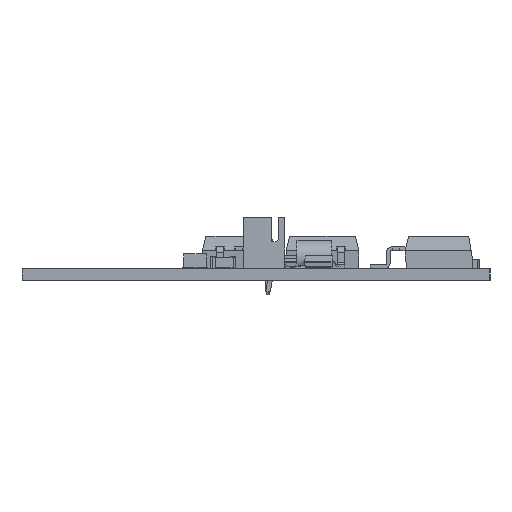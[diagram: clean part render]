
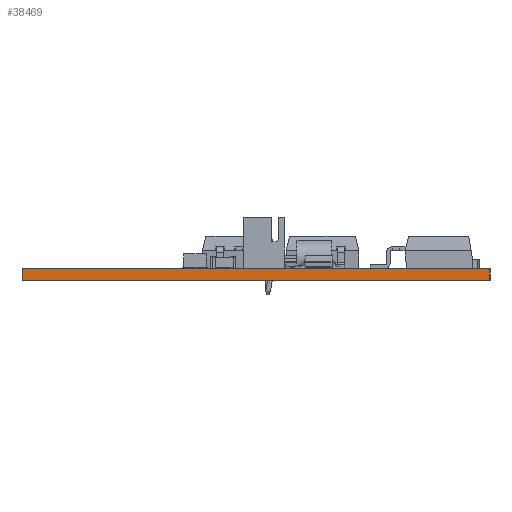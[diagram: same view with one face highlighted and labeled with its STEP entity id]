
A CAD part, left-side view. The second image highlights one B-rep face of the part: STEP entity #38469.
In plain terms, the highlighted planar face has unit normal (-1, 0, 0).
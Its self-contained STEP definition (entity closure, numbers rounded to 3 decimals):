
#38288 = PLANE('',#38289);
#38289 = AXIS2_PLACEMENT_3D('',#38290,#38291,#38292);
#38290 = CARTESIAN_POINT('',(114.5,-96.5,0.));
#38291 = DIRECTION('',(0.,-1.,0.));
#38292 = DIRECTION('',(-1.,0.,0.));
#38313 = VERTEX_POINT('',#38314);
#38314 = CARTESIAN_POINT('',(-14.,-96.5,1.6));
#38328 = PLANE('',#38329);
#38329 = AXIS2_PLACEMENT_3D('',#38330,#38331,#38332);
#38330 = CARTESIAN_POINT('',(52.714,-64.278,1.6));
#38331 = DIRECTION('',(0.,0.,-1.));
#38332 = DIRECTION('',(-1.,0.,0.));
#38340 = EDGE_CURVE('',#38341,#38313,#38343,.T.);
#38341 = VERTEX_POINT('',#38342);
#38342 = CARTESIAN_POINT('',(-14.,-96.5,0.));
#38343 = SURFACE_CURVE('',#38344,(#38348,#38355),.PCURVE_S1.);
#38344 = LINE('',#38345,#38346);
#38345 = CARTESIAN_POINT('',(-14.,-96.5,0.));
#38346 = VECTOR('',#38347,1.);
#38347 = DIRECTION('',(0.,0.,1.));
#38348 = PCURVE('',#38288,#38349);
#38349 = DEFINITIONAL_REPRESENTATION('',(#38350),#38354);
#38350 = LINE('',#38351,#38352);
#38351 = CARTESIAN_POINT('',(128.5,0.));
#38352 = VECTOR('',#38353,1.);
#38353 = DIRECTION('',(0.,-1.));
#38354 = ( GEOMETRIC_REPRESENTATION_CONTEXT(2) 
PARAMETRIC_REPRESENTATION_CONTEXT() REPRESENTATION_CONTEXT('2D SPACE',''
  ) );
#38355 = PCURVE('',#38356,#38361);
#38356 = PLANE('',#38357);
#38357 = AXIS2_PLACEMENT_3D('',#38358,#38359,#38360);
#38358 = CARTESIAN_POINT('',(-14.,-96.5,0.));
#38359 = DIRECTION('',(-1.,0.,0.));
#38360 = DIRECTION('',(0.,1.,0.));
#38361 = DEFINITIONAL_REPRESENTATION('',(#38362),#38366);
#38362 = LINE('',#38363,#38364);
#38363 = CARTESIAN_POINT('',(0.,0.));
#38364 = VECTOR('',#38365,1.);
#38365 = DIRECTION('',(0.,-1.));
#38366 = ( GEOMETRIC_REPRESENTATION_CONTEXT(2) 
PARAMETRIC_REPRESENTATION_CONTEXT() REPRESENTATION_CONTEXT('2D SPACE',''
  ) );
#38382 = PLANE('',#38383);
#38383 = AXIS2_PLACEMENT_3D('',#38384,#38385,#38386);
#38384 = CARTESIAN_POINT('',(52.714,-64.278,0.));
#38385 = DIRECTION('',(0.,0.,-1.));
#38386 = DIRECTION('',(-1.,0.,0.));
#38469 = ADVANCED_FACE('',(#38470),#38356,.T.);
#38470 = FACE_BOUND('',#38471,.T.);
#38471 = EDGE_LOOP('',(#38472,#38473,#38496,#38524));
#38472 = ORIENTED_EDGE('',*,*,#38340,.T.);
#38473 = ORIENTED_EDGE('',*,*,#38474,.T.);
#38474 = EDGE_CURVE('',#38313,#38475,#38477,.T.);
#38475 = VERTEX_POINT('',#38476);
#38476 = CARTESIAN_POINT('',(-14.,-32.25,1.6));
#38477 = SURFACE_CURVE('',#38478,(#38482,#38489),.PCURVE_S1.);
#38478 = LINE('',#38479,#38480);
#38479 = CARTESIAN_POINT('',(-14.,-96.5,1.6));
#38480 = VECTOR('',#38481,1.);
#38481 = DIRECTION('',(0.,1.,0.));
#38482 = PCURVE('',#38356,#38483);
#38483 = DEFINITIONAL_REPRESENTATION('',(#38484),#38488);
#38484 = LINE('',#38485,#38486);
#38485 = CARTESIAN_POINT('',(0.,-1.6));
#38486 = VECTOR('',#38487,1.);
#38487 = DIRECTION('',(1.,0.));
#38488 = ( GEOMETRIC_REPRESENTATION_CONTEXT(2) 
PARAMETRIC_REPRESENTATION_CONTEXT() REPRESENTATION_CONTEXT('2D SPACE',''
  ) );
#38489 = PCURVE('',#38328,#38490);
#38490 = DEFINITIONAL_REPRESENTATION('',(#38491),#38495);
#38491 = LINE('',#38492,#38493);
#38492 = CARTESIAN_POINT('',(66.714,-32.222));
#38493 = VECTOR('',#38494,1.);
#38494 = DIRECTION('',(0.,1.));
#38495 = ( GEOMETRIC_REPRESENTATION_CONTEXT(2) 
PARAMETRIC_REPRESENTATION_CONTEXT() REPRESENTATION_CONTEXT('2D SPACE',''
  ) );
#38496 = ORIENTED_EDGE('',*,*,#38497,.F.);
#38497 = EDGE_CURVE('',#38498,#38475,#38500,.T.);
#38498 = VERTEX_POINT('',#38499);
#38499 = CARTESIAN_POINT('',(-14.,-32.25,0.));
#38500 = SURFACE_CURVE('',#38501,(#38505,#38512),.PCURVE_S1.);
#38501 = LINE('',#38502,#38503);
#38502 = CARTESIAN_POINT('',(-14.,-32.25,0.));
#38503 = VECTOR('',#38504,1.);
#38504 = DIRECTION('',(0.,0.,1.));
#38505 = PCURVE('',#38356,#38506);
#38506 = DEFINITIONAL_REPRESENTATION('',(#38507),#38511);
#38507 = LINE('',#38508,#38509);
#38508 = CARTESIAN_POINT('',(64.25,0.));
#38509 = VECTOR('',#38510,1.);
#38510 = DIRECTION('',(0.,-1.));
#38511 = ( GEOMETRIC_REPRESENTATION_CONTEXT(2) 
PARAMETRIC_REPRESENTATION_CONTEXT() REPRESENTATION_CONTEXT('2D SPACE',''
  ) );
#38512 = PCURVE('',#38513,#38518);
#38513 = PLANE('',#38514);
#38514 = AXIS2_PLACEMENT_3D('',#38515,#38516,#38517);
#38515 = CARTESIAN_POINT('',(-14.,-32.25,0.));
#38516 = DIRECTION('',(0.,1.,0.));
#38517 = DIRECTION('',(1.,0.,0.));
#38518 = DEFINITIONAL_REPRESENTATION('',(#38519),#38523);
#38519 = LINE('',#38520,#38521);
#38520 = CARTESIAN_POINT('',(0.,0.));
#38521 = VECTOR('',#38522,1.);
#38522 = DIRECTION('',(0.,-1.));
#38523 = ( GEOMETRIC_REPRESENTATION_CONTEXT(2) 
PARAMETRIC_REPRESENTATION_CONTEXT() REPRESENTATION_CONTEXT('2D SPACE',''
  ) );
#38524 = ORIENTED_EDGE('',*,*,#38525,.F.);
#38525 = EDGE_CURVE('',#38341,#38498,#38526,.T.);
#38526 = SURFACE_CURVE('',#38527,(#38531,#38538),.PCURVE_S1.);
#38527 = LINE('',#38528,#38529);
#38528 = CARTESIAN_POINT('',(-14.,-96.5,0.));
#38529 = VECTOR('',#38530,1.);
#38530 = DIRECTION('',(0.,1.,0.));
#38531 = PCURVE('',#38356,#38532);
#38532 = DEFINITIONAL_REPRESENTATION('',(#38533),#38537);
#38533 = LINE('',#38534,#38535);
#38534 = CARTESIAN_POINT('',(0.,0.));
#38535 = VECTOR('',#38536,1.);
#38536 = DIRECTION('',(1.,0.));
#38537 = ( GEOMETRIC_REPRESENTATION_CONTEXT(2) 
PARAMETRIC_REPRESENTATION_CONTEXT() REPRESENTATION_CONTEXT('2D SPACE',''
  ) );
#38538 = PCURVE('',#38382,#38539);
#38539 = DEFINITIONAL_REPRESENTATION('',(#38540),#38544);
#38540 = LINE('',#38541,#38542);
#38541 = CARTESIAN_POINT('',(66.714,-32.222));
#38542 = VECTOR('',#38543,1.);
#38543 = DIRECTION('',(0.,1.));
#38544 = ( GEOMETRIC_REPRESENTATION_CONTEXT(2) 
PARAMETRIC_REPRESENTATION_CONTEXT() REPRESENTATION_CONTEXT('2D SPACE',''
  ) );
